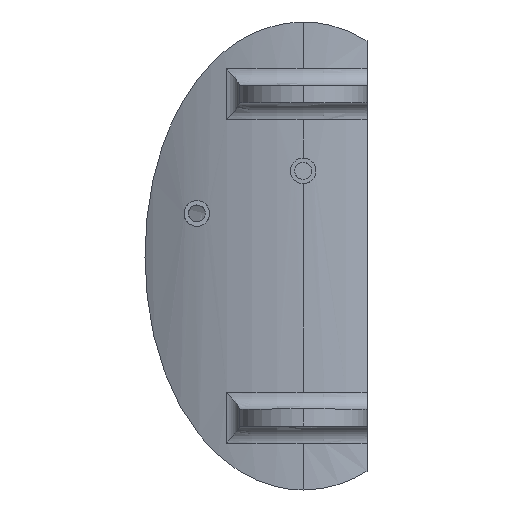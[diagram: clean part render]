
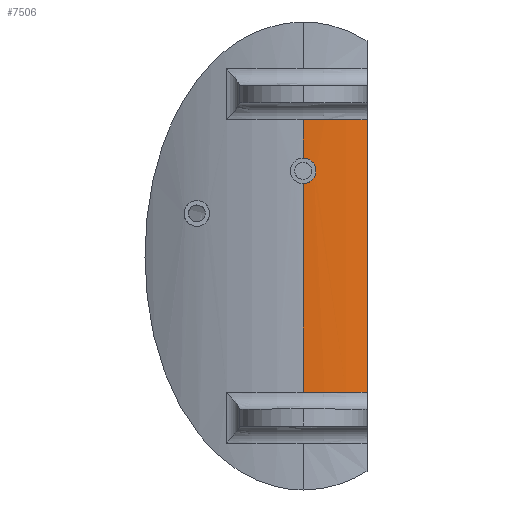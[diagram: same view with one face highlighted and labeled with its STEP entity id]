
A CAD part, top view. The second image highlights one B-rep face of the part: STEP entity #7506.
In plain terms, the highlighted cylindrical face has radius 70 mm (diameter 140 mm), a partial arc.
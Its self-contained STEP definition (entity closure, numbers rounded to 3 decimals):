
#545 = CARTESIAN_POINT ( 'NONE',  ( 1.83, 22.385, -0.024 ) ) ;
#592 = CARTESIAN_POINT ( 'NONE',  ( 2.603, 21.505, -0.048 ) ) ;
#653 = DIRECTION ( 'NONE',  ( 0., 1., 0. ) ) ;
#775 = CARTESIAN_POINT ( 'NONE',  ( 2.697, 18.672, -0.052 ) ) ;
#785 = EDGE_CURVE ( 'NONE', #2288, #7863, #9548, .T. ) ;
#848 = CARTESIAN_POINT ( 'NONE',  ( 2.904, 19.222, -0.06 ) ) ;
#894 = VECTOR ( 'NONE', #653, 1000. ) ;
#1348 = CARTESIAN_POINT ( 'NONE',  ( 2.697, 21.329, -0.052 ) ) ;
#1474 = CARTESIAN_POINT ( 'NONE',  ( 0.779, 22.904, -0.004 ) ) ;
#1498 = ORIENTED_EDGE ( 'NONE', *, *, #3114, .T. ) ;
#1516 = CARTESIAN_POINT ( 'NONE',  ( 2.904, 20.779, -0.06 ) ) ;
#1627 = EDGE_CURVE ( 'NONE', #2288, #7253, #4677, .T. ) ;
#1783 = DIRECTION ( 'NONE',  ( -1., 0., 0. ) ) ;
#1929 = VERTEX_POINT ( 'NONE', #4287 ) ;
#2021 = VERTEX_POINT ( 'NONE', #7047 ) ;
#2217 = CARTESIAN_POINT ( 'NONE',  ( 15., 32., -1.626 ) ) ;
#2224 = AXIS2_PLACEMENT_3D ( 'NONE', #5380, #5302, #9797 ) ;
#2257 = CARTESIAN_POINT ( 'NONE',  ( 2.261, 21.981, -0.036 ) ) ;
#2288 = VERTEX_POINT ( 'NONE', #2217 ) ;
#2292 = CARTESIAN_POINT ( 'NONE',  ( 0., 23., 0. ) ) ;
#2379 = ORIENTED_EDGE ( 'NONE', *, *, #4889, .F. ) ;
#2594 = CARTESIAN_POINT ( 'NONE',  ( 0.967, 17.153, -0.006 ) ) ;
#2678 = CARTESIAN_POINT ( 'NONE',  ( 2.981, 19.61, -0.063 ) ) ;
#2947 = DIRECTION ( 'NONE',  ( 0., 0., 1. ) ) ;
#3114 = EDGE_CURVE ( 'NONE', #2021, #7863, #6324, .T. ) ;
#3147 = CARTESIAN_POINT ( 'NONE',  ( 0.966, 22.847, -0.006 ) ) ;
#3314 = ORIENTED_EDGE ( 'NONE', *, *, #4062, .F. ) ;
#3430 = CARTESIAN_POINT ( 'NONE',  ( 0., -55.003, 0. ) ) ;
#3498 = CARTESIAN_POINT ( 'NONE',  ( 1.829, 17.614, -0.024 ) ) ;
#3513 = ORIENTED_EDGE ( 'NONE', *, *, #785, .F. ) ;
#3650 = AXIS2_PLACEMENT_3D ( 'NONE', #5307, #7098, #1783 ) ;
#3788 = B_SPLINE_CURVE_WITH_KNOTS ( 'NONE', 3,
 ( #11274, #7597, #5977, #1516, #5901, #1348, #592, #7555, #2257, #8455, #545, #6803, #6759, #3147, #1474, #4035, #4925, #2292 ),
 .UNSPECIFIED., .F., .F.,
 ( 4, 2, 2, 2, 2, 2, 2, 2, 4 ),
 ( 0.005, 0.005, 0.006, 0.006, 0.007, 0.008, 0.008, 0.009, 0.009 ),
 .UNSPECIFIED. ) ;
#3803 = DIRECTION ( 'NONE',  ( 0., -1., 0. ) ) ;
#3823 = DIRECTION ( 'NONE',  ( 0., 1., 0. ) ) ;
#4035 = CARTESIAN_POINT ( 'NONE',  ( 0.395, 22.98, -0.001 ) ) ;
#4062 = EDGE_CURVE ( 'NONE', #1929, #7253, #8257, .T. ) ;
#4209 = CARTESIAN_POINT ( 'NONE',  ( 15., -32., -1.626 ) ) ;
#4287 = CARTESIAN_POINT ( 'NONE',  ( 0., 23., 0. ) ) ;
#4411 = CARTESIAN_POINT ( 'NONE',  ( 1.984, 17.741, -0.028 ) ) ;
#4677 = CIRCLE ( 'NONE', #2224, 70. ) ;
#4827 = AXIS2_PLACEMENT_3D ( 'NONE', #6509, #3823, #2947 ) ;
#4889 = EDGE_CURVE ( 'NONE', #6097, #1929, #3788, .T. ) ;
#4925 = CARTESIAN_POINT ( 'NONE',  ( 0.196, 23., 0. ) ) ;
#5042 = VERTEX_POINT ( 'NONE', #7030 ) ;
#5195 = CARTESIAN_POINT ( 'NONE',  ( 0.198, 17., 0. ) ) ;
#5302 = DIRECTION ( 'NONE',  ( 0., -1., 0. ) ) ;
#5307 = CARTESIAN_POINT ( 'NONE',  ( 0., -32., -70. ) ) ;
#5313 = CARTESIAN_POINT ( 'NONE',  ( 2.26, 18.018, -0.036 ) ) ;
#5380 = CARTESIAN_POINT ( 'NONE',  ( 0., 32., -70. ) ) ;
#5623 = CARTESIAN_POINT ( 'NONE',  ( 15., -55.003, -1.626 ) ) ;
#5901 = CARTESIAN_POINT ( 'NONE',  ( 2.847, 20.966, -0.058 ) ) ;
#5977 = CARTESIAN_POINT ( 'NONE',  ( 2.98, 20.394, -0.063 ) ) ;
#6097 = VERTEX_POINT ( 'NONE', #7053 ) ;
#6166 = CARTESIAN_POINT ( 'NONE',  ( 2.604, 18.497, -0.048 ) ) ;
#6201 = CARTESIAN_POINT ( 'NONE',  ( 0.777, 17.096, -0.004 ) ) ;
#6220 = VECTOR ( 'NONE', #3803, 1000. ) ;
#6324 = CIRCLE ( 'NONE', #3650, 70. ) ;
#6509 = CARTESIAN_POINT ( 'NONE',  ( 0., -55.003, -70. ) ) ;
#6759 = CARTESIAN_POINT ( 'NONE',  ( 1.329, 22.697, -0.012 ) ) ;
#6803 = CARTESIAN_POINT ( 'NONE',  ( 1.505, 22.603, -0.016 ) ) ;
#6819 = ORIENTED_EDGE ( 'NONE', *, *, #1627, .T. ) ;
#6965 = DIRECTION ( 'NONE',  ( 0., 1., 0. ) ) ;
#7028 = CARTESIAN_POINT ( 'NONE',  ( 0., 17., 0. ) ) ;
#7030 = CARTESIAN_POINT ( 'NONE',  ( 0., 17., 0. ) ) ;
#7047 = CARTESIAN_POINT ( 'NONE',  ( 0., -32., 0. ) ) ;
#7053 = CARTESIAN_POINT ( 'NONE',  ( 3., 20., -0.064 ) ) ;
#7098 = DIRECTION ( 'NONE',  ( 0., 1., 0. ) ) ;
#7128 = EDGE_CURVE ( 'NONE', #5042, #6097, #10174, .T. ) ;
#7253 = VERTEX_POINT ( 'NONE', #8067 ) ;
#7378 = CYLINDRICAL_SURFACE ( 'NONE', #4827, 70. ) ;
#7506 = ADVANCED_FACE ( 'NONE', ( #11246 ), #7378, .T. ) ;
#7555 = CARTESIAN_POINT ( 'NONE',  ( 2.385, 21.83, -0.041 ) ) ;
#7597 = CARTESIAN_POINT ( 'NONE',  ( 3., 20.196, -0.064 ) ) ;
#7863 = VERTEX_POINT ( 'NONE', #4209 ) ;
#7962 = CARTESIAN_POINT ( 'NONE',  ( 3., 19.804, -0.064 ) ) ;
#7998 = CARTESIAN_POINT ( 'NONE',  ( 1.331, 17.304, -0.012 ) ) ;
#8067 = CARTESIAN_POINT ( 'NONE',  ( 0., 32., 0. ) ) ;
#8164 = VECTOR ( 'NONE', #6965, 1000. ) ;
#8257 = LINE ( 'NONE', #10301, #894 ) ;
#8455 = CARTESIAN_POINT ( 'NONE',  ( 1.981, 22.261, -0.028 ) ) ;
#8590 = LINE ( 'NONE', #3430, #8164 ) ;
#8810 = CARTESIAN_POINT ( 'NONE',  ( 1.503, 17.396, -0.016 ) ) ;
#8944 = ORIENTED_EDGE ( 'NONE', *, *, #10431, .F. ) ;
#9182 = ORIENTED_EDGE ( 'NONE', *, *, #7128, .F. ) ;
#9548 = LINE ( 'NONE', #5623, #6220 ) ;
#9703 = EDGE_LOOP ( 'NONE', ( #8944, #1498, #3513, #6819, #3314, #2379, #9182 ) ) ;
#9797 = DIRECTION ( 'NONE',  ( -1., 0., 0. ) ) ;
#10174 = B_SPLINE_CURVE_WITH_KNOTS ( 'NONE', 3,
 ( #7028, #5195, #10489, #6201, #2594, #7998, #8810, #3498, #4411, #5313, #10572, #6166, #775, #11394, #848, #2678, #7962, #10608 ),
 .UNSPECIFIED., .F., .F.,
 ( 4, 2, 2, 2, 2, 2, 2, 2, 4 ),
 ( 0., 0.001, 0.001, 0.002, 0.002, 0.003, 0.004, 0.004, 0.005 ),
 .UNSPECIFIED. ) ;
#10301 = CARTESIAN_POINT ( 'NONE',  ( 0., -55.003, 0. ) ) ;
#10431 = EDGE_CURVE ( 'NONE', #2021, #5042, #8590, .T. ) ;
#10489 = CARTESIAN_POINT ( 'NONE',  ( 0.393, 17.019, -0.001 ) ) ;
#10572 = CARTESIAN_POINT ( 'NONE',  ( 2.385, 18.169, -0.041 ) ) ;
#10608 = CARTESIAN_POINT ( 'NONE',  ( 3., 20., -0.064 ) ) ;
#11246 = FACE_OUTER_BOUND ( 'NONE', #9703, .T. ) ;
#11274 = CARTESIAN_POINT ( 'NONE',  ( 3., 20., -0.064 ) ) ;
#11394 = CARTESIAN_POINT ( 'NONE',  ( 2.847, 19.033, -0.058 ) ) ;
